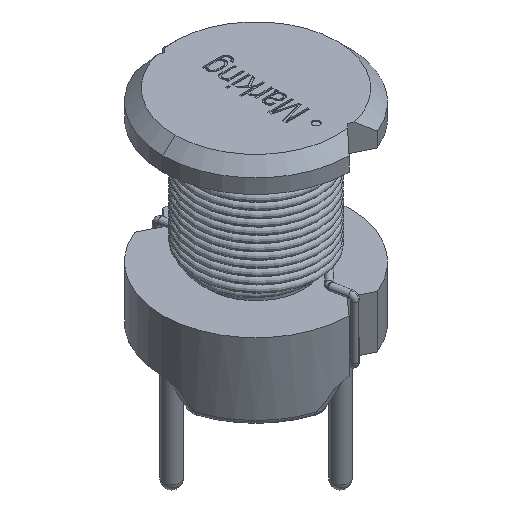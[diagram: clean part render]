
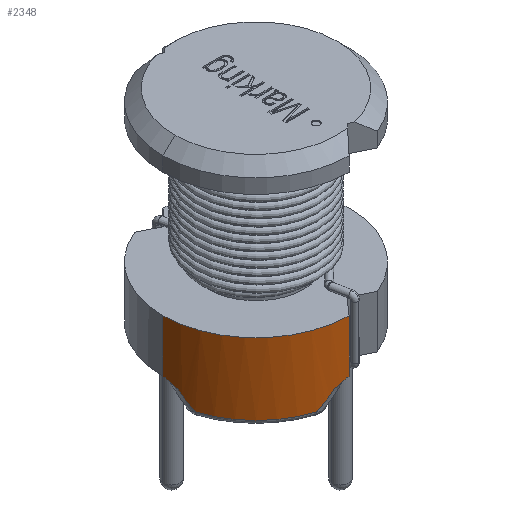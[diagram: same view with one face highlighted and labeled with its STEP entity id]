
A CAD part, isometric view. The second image highlights one B-rep face of the part: STEP entity #2348.
In plain terms, the highlighted cylindrical face has radius 3.9 mm (diameter 7.8 mm), a partial arc.
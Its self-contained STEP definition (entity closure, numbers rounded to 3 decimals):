
#1370=VERTEX_POINT('',#3705);
#1410=VERTEX_POINT('',#3751);
#1460=EDGE_CURVE('',#3228,#1802,#3807,.T.);
#1466=EDGE_CURVE('',#1778,#1370,#3813,.T.);
#1488=EDGE_CURVE('',#2080,#1370,#3839,.T.);
#1778=VERTEX_POINT('',#4164);
#1802=VERTEX_POINT('',#4193);
#1816=EDGE_CURVE('',#2080,#1410,#4208,.T.);
#2080=VERTEX_POINT('',#4500);
#2348=ADVANCED_FACE('',(#4791),#4792,.T.);
#2468=VERTEX_POINT('',#4922);
#2564=EDGE_CURVE('',#2468,#1778,#5029,.T.);
#3208=EDGE_CURVE('',#1802,#2468,#5733,.F.);
#3228=VERTEX_POINT('',#5755);
#3394=EDGE_CURVE('',#1410,#3418,#5939,.T.);
#3396=EDGE_CURVE('',#3418,#3228,#5941,.F.);
#3418=VERTEX_POINT('',#5965);
#3705=CARTESIAN_POINT('',(-3.9,0.,0.0));
#3751=CARTESIAN_POINT('',(-3.855,-0.593,-2.4));
#3807=ELLIPSE('',#7385,8.375,3.9);
#3813=CIRCLE('',#7394,3.9);
#3839=LINE('',#7576,#7577);
#4164=CARTESIAN_POINT('',(0.,-3.9,0.0));
#4193=CARTESIAN_POINT('',(-0.593,-3.855,-2.4));
#4208=B_SPLINE_CURVE_WITH_KNOTS('',3,(#8770,#8771,#8772,#8773,#8774,#8775,#8776,#8777,#8778,#8779,#8780,#8781,#8782,#8783,#8784,#8785,#8786,#8787,#8788,#8789,#8790,#8791,#8792),.UNSPECIFIED.,.F.,.F.,(4,1,2,2,2,2,2,2,1,2,1,2,4),(0.0,0.,0.,0.,0.,0.,0.,0.,0.,0.001,0.001,0.001,0.001),.UNSPECIFIED.);
#4500=CARTESIAN_POINT('',(-3.9,0.,-2.2));
#4791=FACE_OUTER_BOUND('',#12662,.T.);
#4792=CYLINDRICAL_SURFACE('',#12663,3.9);
#4922=CARTESIAN_POINT('',(0.,-3.9,-2.2));
#5029=LINE('',#13734,#13735);
#5733=B_SPLINE_CURVE_WITH_KNOTS('',3,(#19332,#19333,#19334,#19335,#19336,#19337,#19338,#19339,#19340,#19341,#19342,#19343,#19344,#19345,#19346,#19347,#19348,#19349,#19350,#19351,#19352,#19353,#19354,#19355),.UNSPECIFIED.,.F.,.F.,(4,2,2,2,2,1,2,1,2,1,1,2,2,4),(0.,0.,0.,0.,0.,0.,0.,0.,0.001,0.001,0.001,0.001,0.001,0.001),.UNSPECIFIED.);
#5755=CARTESIAN_POINT('',(-1.175,-3.719,-3.0));
#5939=ELLIPSE('',#20982,8.375,3.9);
#5941=CIRCLE('',#20985,3.9);
#5965=CARTESIAN_POINT('',(-3.719,-1.175,-3.));
#7385=AXIS2_PLACEMENT_3D('',#23048,#23049,#23050);
#7394=AXIS2_PLACEMENT_3D('',#23052,#23053,#23054);
#7576=CARTESIAN_POINT('',(-3.9,0.,-1.5));
#7577=VECTOR('',#23089,1.0);
#8770=CARTESIAN_POINT('',(-3.9,0.012,-2.2));
#8771=CARTESIAN_POINT('',(-3.9,-0.001,-2.2));
#8772=CARTESIAN_POINT('',(-3.9,-0.028,-2.201));
#8773=CARTESIAN_POINT('',(-3.9,-0.055,-2.204));
#8774=CARTESIAN_POINT('',(-3.899,-0.095,-2.209));
#8775=CARTESIAN_POINT('',(-3.898,-0.121,-2.215));
#8776=CARTESIAN_POINT('',(-3.897,-0.16,-2.224));
#8777=CARTESIAN_POINT('',(-3.896,-0.173,-2.228));
#8778=CARTESIAN_POINT('',(-3.895,-0.199,-2.235));
#8779=CARTESIAN_POINT('',(-3.894,-0.212,-2.239));
#8780=CARTESIAN_POINT('',(-3.892,-0.25,-2.251));
#8781=CARTESIAN_POINT('',(-3.89,-0.275,-2.26));
#8782=CARTESIAN_POINT('',(-3.886,-0.325,-2.28));
#8783=CARTESIAN_POINT('',(-3.884,-0.35,-2.29));
#8784=CARTESIAN_POINT('',(-3.88,-0.399,-2.311));
#8785=CARTESIAN_POINT('',(-3.874,-0.448,-2.332));
#8786=CARTESIAN_POINT('',(-3.868,-0.496,-2.355));
#8787=CARTESIAN_POINT('',(-3.863,-0.533,-2.372));
#8788=CARTESIAN_POINT('',(-3.861,-0.551,-2.38));
#8789=CARTESIAN_POINT('',(-3.858,-0.569,-2.389));
#8790=CARTESIAN_POINT('',(-3.857,-0.581,-2.394));
#8791=CARTESIAN_POINT('',(-3.856,-0.587,-2.397));
#8792=CARTESIAN_POINT('',(-3.855,-0.593,-2.4));
#12662=EDGE_LOOP('',(#24009,#24010,#24011,#24012,#24013,#24014,#24015,#24016));
#12663=AXIS2_PLACEMENT_3D('',#24017,#24018,#24019);
#13734=CARTESIAN_POINT('',(0.,-3.9,-8.28));
#13735=VECTOR('',#24213,1000.0);
#19332=CARTESIAN_POINT('',(0.,-3.9,-2.2));
#19333=CARTESIAN_POINT('',(-0.027,-3.9,-2.201));
#19334=CARTESIAN_POINT('',(-0.053,-3.9,-2.203));
#19335=CARTESIAN_POINT('',(-0.105,-3.899,-2.211));
#19336=CARTESIAN_POINT('',(-0.13,-3.898,-2.217));
#19337=CARTESIAN_POINT('',(-0.181,-3.896,-2.23));
#19338=CARTESIAN_POINT('',(-0.206,-3.895,-2.237));
#19339=CARTESIAN_POINT('',(-0.244,-3.892,-2.25));
#19340=CARTESIAN_POINT('',(-0.256,-3.892,-2.254));
#19341=CARTESIAN_POINT('',(-0.281,-3.89,-2.263));
#19342=CARTESIAN_POINT('',(-0.318,-3.887,-2.277));
#19343=CARTESIAN_POINT('',(-0.355,-3.884,-2.292));
#19344=CARTESIAN_POINT('',(-0.403,-3.879,-2.312));
#19345=CARTESIAN_POINT('',(-0.451,-3.874,-2.333));
#19346=CARTESIAN_POINT('',(-0.498,-3.868,-2.356));
#19347=CARTESIAN_POINT('',(-0.534,-3.863,-2.372));
#19348=CARTESIAN_POINT('',(-0.551,-3.861,-2.381));
#19349=CARTESIAN_POINT('',(-0.572,-3.858,-2.39));
#19350=CARTESIAN_POINT('',(-0.581,-3.856,-2.394));
#19351=CARTESIAN_POINT('',(-0.585,-3.856,-2.397));
#19352=CARTESIAN_POINT('',(-0.587,-3.856,-2.397));
#19353=CARTESIAN_POINT('',(-0.59,-3.855,-2.399));
#19354=CARTESIAN_POINT('',(-0.591,-3.855,-2.399));
#19355=CARTESIAN_POINT('',(-0.593,-3.855,-2.4));
#20982=AXIS2_PLACEMENT_3D('',#25019,#25020,#25021);
#20985=AXIS2_PLACEMENT_3D('',#25022,#25023,#25024);
#23048=CARTESIAN_POINT('',(0.0,0.0,3.577));
#23049=DIRECTION('',(-0.626,-0.626,0.466));
#23050=DIRECTION('',(0.329,0.329,0.885));
#23052=CARTESIAN_POINT('',(0.0,0.0,0.0));
#23053=DIRECTION('',(0.0,0.0,-1.0));
#23054=DIRECTION('',(1.0,0.0,0.0));
#23089=DIRECTION('',(0.0,0.0,1.0));
#24009=ORIENTED_EDGE('',*,*,#1488,.F.);
#24010=ORIENTED_EDGE('',*,*,#1816,.T.);
#24011=ORIENTED_EDGE('',*,*,#3394,.T.);
#24012=ORIENTED_EDGE('',*,*,#3396,.T.);
#24013=ORIENTED_EDGE('',*,*,#1460,.T.);
#24014=ORIENTED_EDGE('',*,*,#3208,.T.);
#24015=ORIENTED_EDGE('',*,*,#2564,.T.);
#24016=ORIENTED_EDGE('',*,*,#1466,.T.);
#24017=CARTESIAN_POINT('',(0.0,0.0,-3.2));
#24018=DIRECTION('',(0.0,-0.0,-1.0));
#24019=DIRECTION('',(1.0,0.0,0.0));
#24213=DIRECTION('',(0.0,0.0,1.0));
#25019=CARTESIAN_POINT('',(0.0,0.0,3.577));
#25020=DIRECTION('',(-0.626,-0.626,0.466));
#25021=DIRECTION('',(0.329,0.329,0.885));
#25022=CARTESIAN_POINT('',(0.0,0.0,-3.0));
#25023=DIRECTION('',(0.0,0.0,-1.0));
#25024=DIRECTION('',(-1.0,0.0,0.0));
